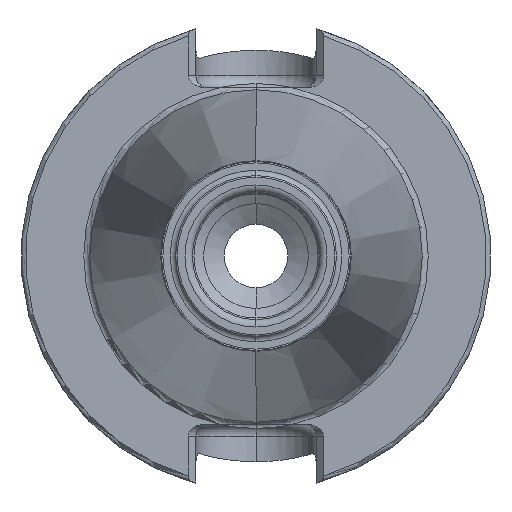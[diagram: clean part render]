
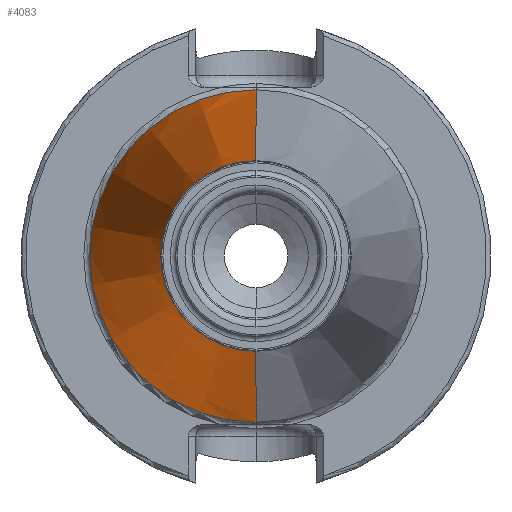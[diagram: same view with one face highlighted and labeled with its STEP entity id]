
A CAD part, left-side view. The second image highlights one B-rep face of the part: STEP entity #4083.
In plain terms, the highlighted conical face has half-angle 8.297 degrees and reference radius 22.225 mm.
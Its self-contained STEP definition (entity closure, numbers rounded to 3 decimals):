
#21 = AXIS2_PLACEMENT_3D ( 'NONE', #3718, #1740, #4056 ) ;
#37 = CIRCLE ( 'NONE', #2779, 12.748 ) ;
#120 = ORIENTED_EDGE ( 'NONE', *, *, #2613, .T. ) ;
#136 = AXIS2_PLACEMENT_3D ( 'NONE', #2987, #611, #987 ) ;
#328 = CARTESIAN_POINT ( 'NONE',  ( -64.988, 0., 12.748 ) ) ;
#422 = CARTESIAN_POINT ( 'NONE',  ( 0., 0., -22.225 ) ) ;
#445 = CARTESIAN_POINT ( 'NONE',  ( 0., 0., 22.225 ) ) ;
#449 = CARTESIAN_POINT ( 'NONE',  ( -64.988, 0., 0. ) ) ;
#462 = DIRECTION ( 'NONE',  ( -1., 0., 0. ) ) ;
#473 = EDGE_CURVE ( 'NONE', #4196, #1658, #37, .T. ) ;
#480 = DIRECTION ( 'NONE',  ( 0., 0., 1. ) ) ;
#489 = EDGE_LOOP ( 'NONE', ( #1153, #3678, #120, #2716 ) ) ;
#611 = DIRECTION ( 'NONE',  ( 1., 0., 0. ) ) ;
#740 = VECTOR ( 'NONE', #3788, 1000. ) ;
#903 = FACE_OUTER_BOUND ( 'NONE', #489, .T. ) ;
#987 = DIRECTION ( 'NONE',  ( 0., 0., -1. ) ) ;
#1040 = LINE ( 'NONE', #422, #2809 ) ;
#1147 = CIRCLE ( 'NONE', #21, 22.225 ) ;
#1153 = ORIENTED_EDGE ( 'NONE', *, *, #473, .F. ) ;
#1184 = CARTESIAN_POINT ( 'NONE',  ( 0., 0., 22.225 ) ) ;
#1453 = CARTESIAN_POINT ( 'NONE',  ( 0., 0., -22.225 ) ) ;
#1549 = VERTEX_POINT ( 'NONE', #1453 ) ;
#1570 = CONICAL_SURFACE ( 'NONE', #136, 22.225, 0.145 ) ;
#1658 = VERTEX_POINT ( 'NONE', #1855 ) ;
#1740 = DIRECTION ( 'NONE',  ( -1., 0., 0. ) ) ;
#1855 = CARTESIAN_POINT ( 'NONE',  ( -64.988, 0., -12.748 ) ) ;
#2452 = DIRECTION ( 'NONE',  ( 0.99, 0., -0.144 ) ) ;
#2613 = EDGE_CURVE ( 'NONE', #3902, #1549, #1147, .T. ) ;
#2652 = EDGE_CURVE ( 'NONE', #1658, #1549, #1040, .T. ) ;
#2716 = ORIENTED_EDGE ( 'NONE', *, *, #2652, .F. ) ;
#2779 = AXIS2_PLACEMENT_3D ( 'NONE', #449, #462, #480 ) ;
#2809 = VECTOR ( 'NONE', #2452, 1000. ) ;
#2987 = CARTESIAN_POINT ( 'NONE',  ( 0., 0., 0. ) ) ;
#3678 = ORIENTED_EDGE ( 'NONE', *, *, #3827, .T. ) ;
#3718 = CARTESIAN_POINT ( 'NONE',  ( 0., 0., 0. ) ) ;
#3788 = DIRECTION ( 'NONE',  ( 0.99, 0., 0.144 ) ) ;
#3827 = EDGE_CURVE ( 'NONE', #4196, #3902, #4273, .T. ) ;
#3902 = VERTEX_POINT ( 'NONE', #1184 ) ;
#4056 = DIRECTION ( 'NONE',  ( 0., 0., 1. ) ) ;
#4083 = ADVANCED_FACE ( 'NONE', ( #903 ), #1570, .T. ) ;
#4196 = VERTEX_POINT ( 'NONE', #328 ) ;
#4273 = LINE ( 'NONE', #445, #740 ) ;
